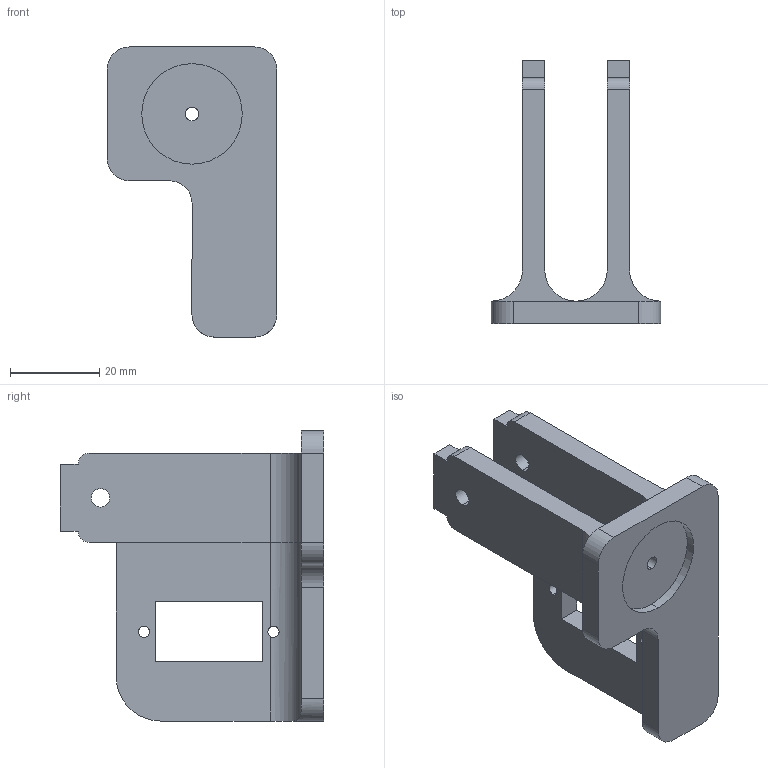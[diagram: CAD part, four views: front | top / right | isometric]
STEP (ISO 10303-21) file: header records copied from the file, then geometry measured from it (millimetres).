
FILE_DESCRIPTION (( 'STEP AP203' ), '1' );
FILE_NAME ('Part1.STEP', '2024-04-14T16:37:29', ( '' ), ( '' ), 'SwSTEP 2.0', 'SolidWorks 2022', '' );
FILE_SCHEMA (( 'CONFIG_CONTROL_DESIGN' ));
Length unit declared in the file: millimetre
Products named in the file (1): Part1
Bounding box: 38 x 59 x 65 mm (x, y, z)
Volume: 26604.2 mm3; surface area: 12760.1 mm2
Topology: 1 solids, 1 shells, 60 faces, 163 edges, 104 vertices
Faces by surface type: plane 32, cylinder 28
Entity records: 2092 total; most frequent: CARTESIAN_POINT 447, DIRECTION 329, ORIENTED_EDGE 326, EDGE_CURVE 163, AXIS2_PLACEMENT_3D 112, VECTOR 105, LINE 105, VERTEX_POINT 104
